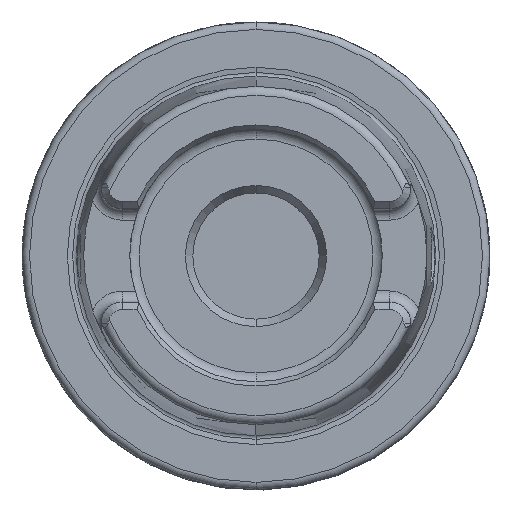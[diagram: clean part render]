
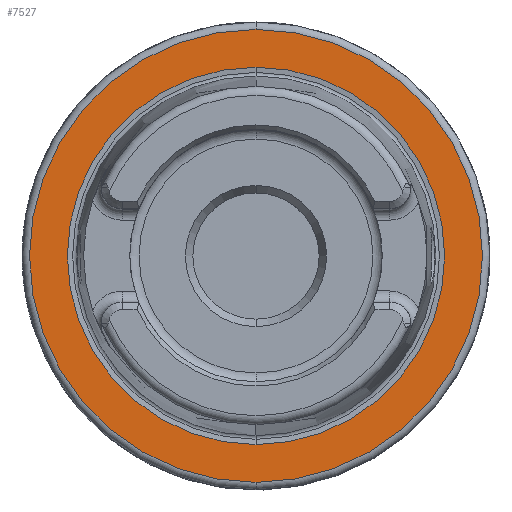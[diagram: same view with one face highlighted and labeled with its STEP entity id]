
A CAD part, top view. The second image highlights one B-rep face of the part: STEP entity #7527.
In plain terms, the highlighted planar face has unit normal (0, 0, 1).
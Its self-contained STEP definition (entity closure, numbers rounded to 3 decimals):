
#1264=CARTESIAN_POINT('',(0,0,26));
#1265=DIRECTION('',(0,0,-1));
#1266=DIRECTION('',(0,1,0));
#1267=AXIS2_PLACEMENT_3D('',#1264,#1265,#1266);
#1277=CARTESIAN_POINT('',(0,0,26));
#1278=DIRECTION('',(0,0,1));
#1279=DIRECTION('',(0,1,0));
#1280=AXIS2_PLACEMENT_3D('',#1277,#1278,#1279);
#1282=CARTESIAN_POINT('',(0,0,26));
#1283=DIRECTION('',(0,0,1));
#1284=DIRECTION('',(0,1,0));
#1285=AXIS2_PLACEMENT_3D('',#1282,#1283,#1284);
#1287=CARTESIAN_POINT('',(0,0,26));
#1288=DIRECTION('',(0,0,1));
#1289=DIRECTION('',(0,-1,0));
#1290=AXIS2_PLACEMENT_3D('',#1287,#1288,#1289);
#5369=CARTESIAN_POINT('',(0,25.409,26));
#5371=VERTEX_POINT('',#5369);
#5405=CARTESIAN_POINT('',(0,-25.409,26));
#5407=VERTEX_POINT('',#5405);
#5471=CARTESIAN_POINT('',(0,30.5,26));
#5472=CARTESIAN_POINT('',(0,-30.5,26));
#5473=VERTEX_POINT('',#5471);
#5474=VERTEX_POINT('',#5472);
#7512=CARTESIAN_POINT('',(0,0,26));
#7513=DIRECTION('',(0,0,-1));
#7514=DIRECTION('',(0,-1,0));
#7515=AXIS2_PLACEMENT_3D('',#7512,#7513,#7514);
#7516=PLANE('',#7515);
#7518=ORIENTED_EDGE('',*,*,#7517,.F.);
#7520=ORIENTED_EDGE('',*,*,#7519,.F.);
#7521=EDGE_LOOP('',(#7518,#7520));
#7522=FACE_OUTER_BOUND('',#7521,.F.);
#7523=ORIENTED_EDGE('',*,*,#7507,.T.);
#7524=ORIENTED_EDGE('',*,*,#7491,.F.);
#7525=EDGE_LOOP('',(#7523,#7524));
#7526=FACE_BOUND('',#7525,.F.);
#7527=ADVANCED_FACE('',(#7522,#7526),#7516,.F.);
#1268=CIRCLE('',#1267,25.409);
#1281=CIRCLE('',#1280,25.409);
#1286=CIRCLE('',#1285,30.5);
#1291=CIRCLE('',#1290,30.5);
#7491=EDGE_CURVE('',#5371,#5407,#1268,.T.);
#7507=EDGE_CURVE('',#5371,#5407,#1281,.T.);
#7517=EDGE_CURVE('',#5473,#5474,#1286,.T.);
#7519=EDGE_CURVE('',#5474,#5473,#1291,.T.);
